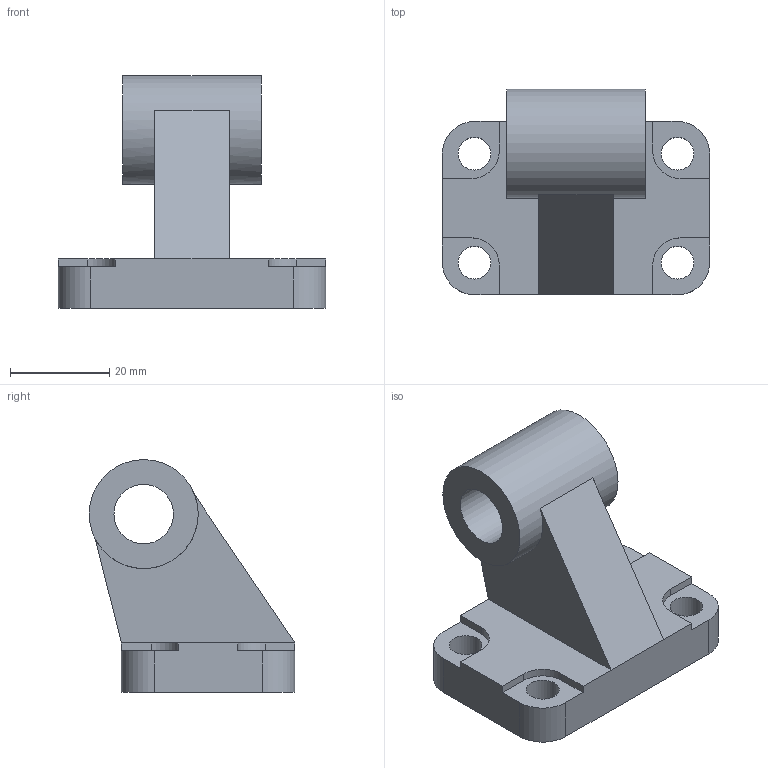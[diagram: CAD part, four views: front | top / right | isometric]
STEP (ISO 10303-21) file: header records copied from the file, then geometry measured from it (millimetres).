
FILE_DESCRIPTION(/* description */ (''),/* implementation_level */ '2;1');
FILE_NAME(/* name */ 'CAD_8120.stp',/* time_stamp */ '2016-06-08T18:05:04+02:00',/* author */ ('Hypex'),/* organization */ ('Hypex'),/* preprocessor_version */ 'ST-DEVELOPER v16.1',/* originating_system */ 'Autodesk Inventor 2016',/* authorisation */ '');
FILE_SCHEMA (('AUTOMOTIVE_DESIGN { 1 0 10303 214 3 1 1 }'));
Length unit declared in the file: millimetre
Products named in the file (1): CAD_8120
Bounding box: 54 x 41.5 x 47 mm (x, y, z)
Volume: 32816.8 mm3; surface area: 10324.9 mm2
Topology: 1 solids, 1 shells, 39 faces, 106 edges, 70 vertices
Faces by surface type: plane 25, cylinder 14
Full cylindrical faces by diameter (mm): 6.6 x4, 12 x1, 22 x1
Entity records: 1276 total; most frequent: DIRECTION 208, CARTESIAN_POINT 206, ORIENTED_EDGE 196, EDGE_CURVE 98, AXIS2_PLACEMENT_3D 70, LINE 68, VECTOR 68, VERTEX_POINT 68
